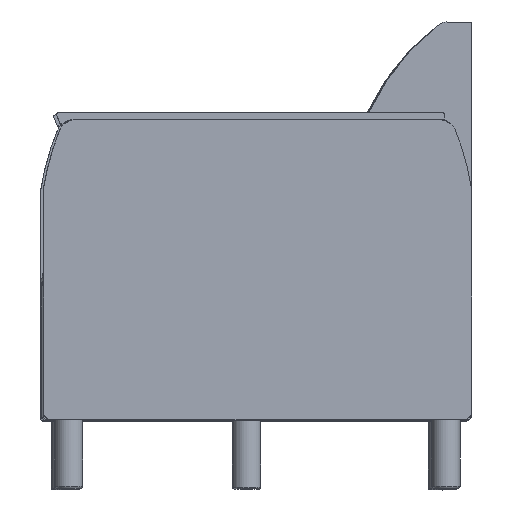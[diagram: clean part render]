
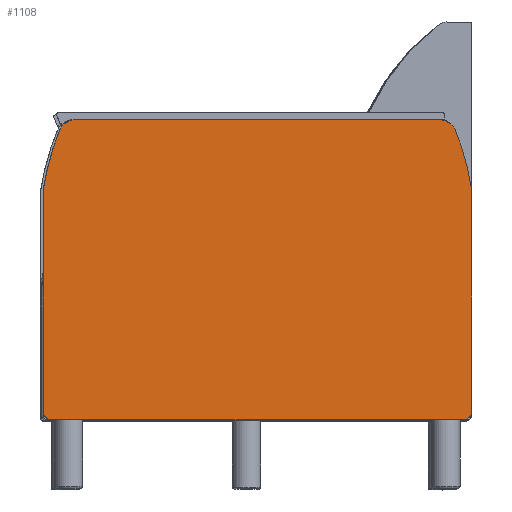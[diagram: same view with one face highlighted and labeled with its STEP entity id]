
A CAD part, top view. The second image highlights one B-rep face of the part: STEP entity #1108.
In plain terms, the highlighted planar face has unit normal (0.003, 0, 1).
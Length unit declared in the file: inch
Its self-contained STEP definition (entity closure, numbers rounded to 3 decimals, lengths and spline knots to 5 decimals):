
#28=B_SPLINE_CURVE_WITH_KNOTS('',3,(#2069,#2070,#2071,#2072,#2073,#2074,
#2075,#2076,#2077,#2078,#2079,#2080,#2081,#2082,#2083,#2084,#2085,#2086,
#2087,#2088,#2089,#2090),.UNSPECIFIED.,.F.,.F.,(4,2,2,2,2,2,2,2,2,2,4),
(-4.79444,-4.48666,-4.06789,-3.64912,
-3.23035,-3.1271,-3.02386,-2.98982,
-2.97281,-2.9643,-2.95579),.UNSPECIFIED.);
#30=B_SPLINE_CURVE_WITH_KNOTS('',3,(#2183,#2184,#2185,#2186,#2187,#2188,
#2189,#2190,#2191,#2192,#2193,#2194,#2195,#2196,#2197,#2198,#2199,#2200,
#2201,#2202,#2203,#2204),.UNSPECIFIED.,.F.,.F.,(4,2,2,2,2,2,2,2,2,2,4),
(-4.79444,-4.78593,-4.77742,-4.7604,
-4.72637,-4.62312,-4.51988,-4.10111,-3.68234,
-3.26356,-2.95579),.UNSPECIFIED.);
#127=PLANE('',#1216);
#176=FACE_OUTER_BOUND('',#240,.T.);
#240=EDGE_LOOP('',(#927,#928,#929,#930,#931,#932,#933,#934,#935,#936,#937,
#938));
#326=LINE('',#2208,#407);
#330=LINE('',#2221,#411);
#331=LINE('',#2225,#412);
#332=LINE('',#2228,#413);
#407=VECTOR('',#1473,25.84997);
#411=VECTOR('',#1485,15.688);
#412=VECTOR('',#1488,29.);
#413=VECTOR('',#1491,15.688);
#464=CIRCLE('',#1202,1.);
#466=CIRCLE('',#1205,17.08068);
#468=CIRCLE('',#1208,17.08068);
#470=CIRCLE('',#1211,1.);
#473=CIRCLE('',#1217,0.5);
#474=CIRCLE('',#1218,0.5);
#542=VERTEX_POINT('',#1980);
#543=VERTEX_POINT('',#1982);
#545=VERTEX_POINT('',#1988);
#547=VERTEX_POINT('',#2067);
#550=VERTEX_POINT('',#2095);
#551=VERTEX_POINT('',#2097);
#553=VERTEX_POINT('',#2103);
#555=VERTEX_POINT('',#2182);
#560=VERTEX_POINT('',#2220);
#561=VERTEX_POINT('',#2222);
#562=VERTEX_POINT('',#2224);
#563=VERTEX_POINT('',#2226);
#667=EDGE_CURVE('',#543,#542,#464,.T.);
#670=EDGE_CURVE('',#545,#543,#466,.T.);
#674=EDGE_CURVE('',#542,#547,#28,.T.);
#677=EDGE_CURVE('',#551,#550,#468,.T.);
#680=EDGE_CURVE('',#553,#551,#470,.T.);
#683=EDGE_CURVE('',#555,#553,#30,.T.);
#686=EDGE_CURVE('',#547,#555,#326,.T.);
#692=EDGE_CURVE('',#550,#560,#330,.T.);
#693=EDGE_CURVE('',#561,#560,#473,.T.);
#694=EDGE_CURVE('',#561,#562,#331,.T.);
#695=EDGE_CURVE('',#563,#562,#474,.T.);
#696=EDGE_CURVE('',#563,#545,#332,.T.);
#927=ORIENTED_EDGE('',*,*,#670,.T.);
#928=ORIENTED_EDGE('',*,*,#667,.T.);
#929=ORIENTED_EDGE('',*,*,#674,.T.);
#930=ORIENTED_EDGE('',*,*,#686,.T.);
#931=ORIENTED_EDGE('',*,*,#683,.T.);
#932=ORIENTED_EDGE('',*,*,#680,.T.);
#933=ORIENTED_EDGE('',*,*,#677,.T.);
#934=ORIENTED_EDGE('',*,*,#692,.T.);
#935=ORIENTED_EDGE('',*,*,#693,.F.);
#936=ORIENTED_EDGE('',*,*,#694,.T.);
#937=ORIENTED_EDGE('',*,*,#695,.F.);
#938=ORIENTED_EDGE('',*,*,#696,.T.);
#1108=ADVANCED_FACE('',(#176),#127,.T.);
#1202=AXIS2_PLACEMENT_3D('',#1983,#1443,#1444);
#1205=AXIS2_PLACEMENT_3D('',#1989,#1450,#1451);
#1208=AXIS2_PLACEMENT_3D('',#2098,#1459,#1460);
#1211=AXIS2_PLACEMENT_3D('',#2104,#1466,#1467);
#1216=AXIS2_PLACEMENT_3D('',#2219,#1483,#1484);
#1217=AXIS2_PLACEMENT_3D('',#2223,#1486,#1487);
#1218=AXIS2_PLACEMENT_3D('',#2227,#1489,#1490);
#1443=DIRECTION('center_axis',(0.,0.,1.));
#1444=DIRECTION('ref_axis',(-0.92,-0.392,0.));
#1450=DIRECTION('center_axis',(0.,0.,1.));
#1451=DIRECTION('ref_axis',(-0.989,-0.146,0.));
#1459=DIRECTION('center_axis',(0.,0.,1.));
#1460=DIRECTION('ref_axis',(0.92,-0.392,0.));
#1466=DIRECTION('center_axis',(0.,0.,1.));
#1467=DIRECTION('ref_axis',(0.662,-0.75,0.));
#1473=DIRECTION('',(-1.,0.,0.));
#1483=DIRECTION('center_axis',(0.,0.,1.));
#1484=DIRECTION('ref_axis',(1.,0.,0.));
#1485=DIRECTION('',(0.,-1.,0.));
#1486=DIRECTION('center_axis',(0.,0.,-1.));
#1487=DIRECTION('ref_axis',(-0.707,-0.707,0.));
#1488=DIRECTION('',(1.,0.,0.));
#1489=DIRECTION('center_axis',(0.,0.,-1.));
#1490=DIRECTION('ref_axis',(0.707,-0.707,0.));
#1491=DIRECTION('',(0.,1.,0.));
#1980=CARTESIAN_POINT('',(16.89303,10.97274,4.));
#1982=CARTESIAN_POINT('',(17.15127,10.61478,4.));
#1983=CARTESIAN_POINT('Origin',(16.23116,10.22312,4.));
#1988=CARTESIAN_POINT('',(18.33397,6.41074,4.));
#1989=CARTESIAN_POINT('Origin',(1.43513,3.92505,4.));
#2067=CARTESIAN_POINT('',(16.25896,11.22274,4.));
#2069=CARTESIAN_POINT('Ctrl Pts',(16.89303,10.97274,4.));
#2070=CARTESIAN_POINT('Ctrl Pts',(16.86277,10.99945,4.));
#2071=CARTESIAN_POINT('Ctrl Pts',(16.83079,11.02442,4.));
#2072=CARTESIAN_POINT('Ctrl Pts',(16.75194,11.07859,4.));
#2073=CARTESIAN_POINT('Ctrl Pts',(16.70387,11.10603,4.));
#2074=CARTESIAN_POINT('Ctrl Pts',(16.60478,11.15231,4.));
#2075=CARTESIAN_POINT('Ctrl Pts',(16.55379,11.17112,4.));
#2076=CARTESIAN_POINT('Ctrl Pts',(16.45201,11.19986,4.));
#2077=CARTESIAN_POINT('Ctrl Pts',(16.40119,11.20978,4.));
#2078=CARTESIAN_POINT('Ctrl Pts',(16.34042,11.21721,4.));
#2079=CARTESIAN_POINT('Ctrl Pts',(16.3272,11.21859,4.));
#2080=CARTESIAN_POINT('Ctrl Pts',(16.30094,11.22077,4.));
#2081=CARTESIAN_POINT('Ctrl Pts',(16.28783,11.22158,4.));
#2082=CARTESIAN_POINT('Ctrl Pts',(16.27262,11.22227,4.));
#2083=CARTESIAN_POINT('Ctrl Pts',(16.26862,11.22243,4.));
#2084=CARTESIAN_POINT('Ctrl Pts',(16.26364,11.2226,4.));
#2085=CARTESIAN_POINT('Ctrl Pts',(16.26217,11.22264,4.));
#2086=CARTESIAN_POINT('Ctrl Pts',(16.26044,11.22269,4.));
#2087=CARTESIAN_POINT('Ctrl Pts',(16.25995,11.22271,4.));
#2088=CARTESIAN_POINT('Ctrl Pts',(16.25921,11.22273,4.));
#2089=CARTESIAN_POINT('Ctrl Pts',(16.25896,11.22274,4.));
#2090=CARTESIAN_POINT('Ctrl Pts',(16.25896,11.22274,4.));
#2095=CARTESIAN_POINT('',(-11.66603,6.41074,4.));
#2097=CARTESIAN_POINT('',(-10.48332,10.61478,4.));
#2098=CARTESIAN_POINT('Origin',(5.23281,3.92505,4.));
#2103=CARTESIAN_POINT('',(-10.22509,10.97274,4.));
#2104=CARTESIAN_POINT('Origin',(-9.56321,10.22312,4.));
#2182=CARTESIAN_POINT('',(-9.59101,11.22274,4.));
#2183=CARTESIAN_POINT('Ctrl Pts',(-9.59101,11.22274,4.));
#2184=CARTESIAN_POINT('Ctrl Pts',(-9.59101,11.22274,4.));
#2185=CARTESIAN_POINT('Ctrl Pts',(-9.59127,11.22273,4.));
#2186=CARTESIAN_POINT('Ctrl Pts',(-9.59201,11.22271,4.));
#2187=CARTESIAN_POINT('Ctrl Pts',(-9.5925,11.22269,4.));
#2188=CARTESIAN_POINT('Ctrl Pts',(-9.59423,11.22264,4.));
#2189=CARTESIAN_POINT('Ctrl Pts',(-9.59569,11.2226,4.));
#2190=CARTESIAN_POINT('Ctrl Pts',(-9.60068,11.22243,4.));
#2191=CARTESIAN_POINT('Ctrl Pts',(-9.60467,11.22227,4.));
#2192=CARTESIAN_POINT('Ctrl Pts',(-9.61988,11.22158,4.));
#2193=CARTESIAN_POINT('Ctrl Pts',(-9.633,11.22077,4.));
#2194=CARTESIAN_POINT('Ctrl Pts',(-9.65926,11.21859,4.));
#2195=CARTESIAN_POINT('Ctrl Pts',(-9.67247,11.21721,4.));
#2196=CARTESIAN_POINT('Ctrl Pts',(-9.73325,11.20978,4.));
#2197=CARTESIAN_POINT('Ctrl Pts',(-9.78407,11.19986,4.));
#2198=CARTESIAN_POINT('Ctrl Pts',(-9.88585,11.17112,4.));
#2199=CARTESIAN_POINT('Ctrl Pts',(-9.93684,11.15231,4.));
#2200=CARTESIAN_POINT('Ctrl Pts',(-10.03593,11.10603,4.));
#2201=CARTESIAN_POINT('Ctrl Pts',(-10.084,11.07859,4.));
#2202=CARTESIAN_POINT('Ctrl Pts',(-10.16285,11.02442,4.));
#2203=CARTESIAN_POINT('Ctrl Pts',(-10.19483,10.99945,4.));
#2204=CARTESIAN_POINT('Ctrl Pts',(-10.22509,10.97274,4.));
#2208=CARTESIAN_POINT('',(18.33397,11.22274,4.));
#2219=CARTESIAN_POINT('Origin',(3.33397,0.72274,4.));
#2220=CARTESIAN_POINT('',(-11.66603,-9.27726,4.));
#2221=CARTESIAN_POINT('',(-11.66603,11.22274,4.));
#2222=CARTESIAN_POINT('',(-11.16603,-9.77726,4.));
#2223=CARTESIAN_POINT('Origin',(-11.16603,-9.27726,4.));
#2224=CARTESIAN_POINT('',(17.83397,-9.77726,4.));
#2225=CARTESIAN_POINT('',(-11.66603,-9.77726,4.));
#2226=CARTESIAN_POINT('',(18.33397,-9.27726,4.));
#2227=CARTESIAN_POINT('Origin',(17.83397,-9.27726,4.));
#2228=CARTESIAN_POINT('',(18.33397,-9.77726,4.));
